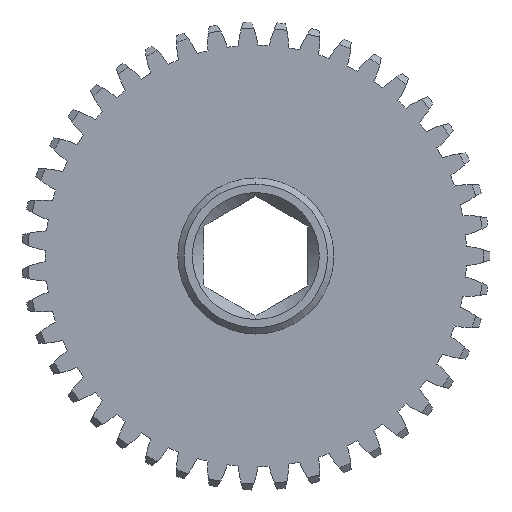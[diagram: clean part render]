
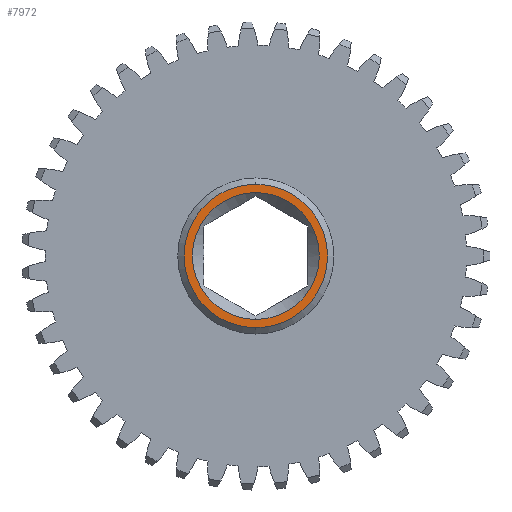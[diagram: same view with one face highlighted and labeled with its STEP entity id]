
A CAD part, left-side view. The second image highlights one B-rep face of the part: STEP entity #7972.
In plain terms, the highlighted planar face has unit normal (-1, 0, 0).
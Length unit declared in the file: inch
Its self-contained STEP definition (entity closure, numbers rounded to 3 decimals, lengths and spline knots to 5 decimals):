
#65 = FACE_BOUND ( 'NONE', #7307, .T. ) ;
#824 = CARTESIAN_POINT ( 'NONE',  ( -0.03, 0., 0.305 ) ) ;
#958 = CARTESIAN_POINT ( 'NONE',  ( -0.03, 0., 0.345 ) ) ;
#1333 = DIRECTION ( 'NONE',  ( -1., 0., 0. ) ) ;
#1451 = DIRECTION ( 'NONE',  ( 0., 0., 1. ) ) ;
#1455 = EDGE_LOOP ( 'NONE', ( #5787, #2551 ) ) ;
#2006 = CARTESIAN_POINT ( 'NONE',  ( -0.03, 0., 0. ) ) ;
#2551 = ORIENTED_EDGE ( 'NONE', *, *, #7565, .T. ) ;
#2696 = DIRECTION ( 'NONE',  ( 0., 0., 1. ) ) ;
#3049 = CARTESIAN_POINT ( 'NONE',  ( -0.03, 0., 0. ) ) ;
#3204 = CIRCLE ( 'NONE', #6209, 0.305 ) ;
#3349 = ORIENTED_EDGE ( 'NONE', *, *, #7081, .F. ) ;
#3396 = AXIS2_PLACEMENT_3D ( 'NONE', #6157, #3876, #1451 ) ;
#3542 = CIRCLE ( 'NONE', #8448, 0.345 ) ;
#3684 = AXIS2_PLACEMENT_3D ( 'NONE', #2006, #4971, #7070 ) ;
#3876 = DIRECTION ( 'NONE',  ( -1., 0., 0. ) ) ;
#3925 = CIRCLE ( 'NONE', #4397, 0.305 ) ;
#4302 = ORIENTED_EDGE ( 'NONE', *, *, #5890, .F. ) ;
#4356 = CARTESIAN_POINT ( 'NONE',  ( -0.03, 0., 0. ) ) ;
#4397 = AXIS2_PLACEMENT_3D ( 'NONE', #4356, #8170, #5151 ) ;
#4523 = VERTEX_POINT ( 'NONE', #824 ) ;
#4795 = CARTESIAN_POINT ( 'NONE',  ( -0.03, 0., -0.345 ) ) ;
#4971 = DIRECTION ( 'NONE',  ( -1., 0., 0. ) ) ;
#5029 = VERTEX_POINT ( 'NONE', #958 ) ;
#5151 = DIRECTION ( 'NONE',  ( 0., 0., 1. ) ) ;
#5405 = VERTEX_POINT ( 'NONE', #9079 ) ;
#5787 = ORIENTED_EDGE ( 'NONE', *, *, #5904, .T. ) ;
#5890 = EDGE_CURVE ( 'NONE', #4523, #5405, #3204, .T. ) ;
#5904 = EDGE_CURVE ( 'NONE', #8489, #5029, #7464, .T. ) ;
#6157 = CARTESIAN_POINT ( 'NONE',  ( -0.03, 0., 0. ) ) ;
#6209 = AXIS2_PLACEMENT_3D ( 'NONE', #9512, #6372, #2696 ) ;
#6372 = DIRECTION ( 'NONE',  ( -1., 0., 0. ) ) ;
#6841 = FACE_OUTER_BOUND ( 'NONE', #1455, .T. ) ;
#7070 = DIRECTION ( 'NONE',  ( 0., 0., 1. ) ) ;
#7081 = EDGE_CURVE ( 'NONE', #5405, #4523, #3925, .T. ) ;
#7307 = EDGE_LOOP ( 'NONE', ( #4302, #3349 ) ) ;
#7464 = CIRCLE ( 'NONE', #3684, 0.345 ) ;
#7565 = EDGE_CURVE ( 'NONE', #5029, #8489, #3542, .T. ) ;
#7972 = ADVANCED_FACE ( 'NONE', ( #65, #6841 ), #8227, .T. ) ;
#8170 = DIRECTION ( 'NONE',  ( -1., 0., 0. ) ) ;
#8227 = PLANE ( 'NONE',  #3396 ) ;
#8448 = AXIS2_PLACEMENT_3D ( 'NONE', #3049, #1333, #9102 ) ;
#8489 = VERTEX_POINT ( 'NONE', #4795 ) ;
#9079 = CARTESIAN_POINT ( 'NONE',  ( -0.03, 0., -0.305 ) ) ;
#9102 = DIRECTION ( 'NONE',  ( 0., 0., 1. ) ) ;
#9512 = CARTESIAN_POINT ( 'NONE',  ( -0.03, 0., 0. ) ) ;
